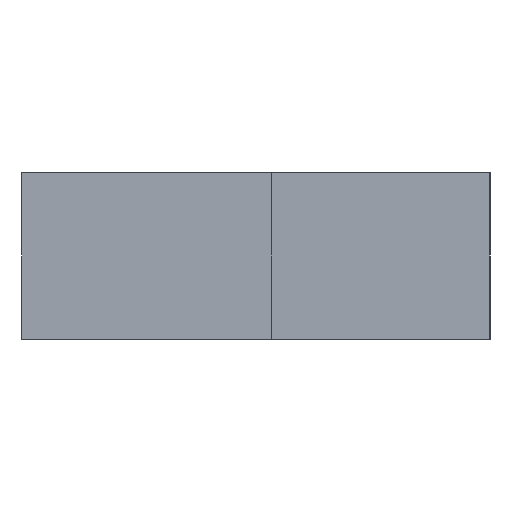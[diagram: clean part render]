
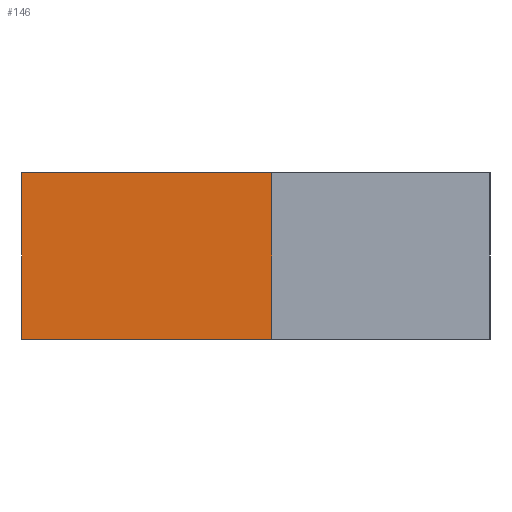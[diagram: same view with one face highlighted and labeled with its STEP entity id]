
A CAD part, left-side view. The second image highlights one B-rep face of the part: STEP entity #146.
In plain terms, the highlighted planar face has unit normal (-1, 0, 0).
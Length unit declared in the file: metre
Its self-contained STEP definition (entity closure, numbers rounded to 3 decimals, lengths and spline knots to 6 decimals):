
#20=FACE_OUTER_BOUND('',#28,.T.);
#28=EDGE_LOOP('',(#105,#106,#107,#108));
#38=LINE('',#227,#56);
#39=LINE('',#230,#57);
#40=LINE('',#232,#58);
#41=LINE('',#233,#59);
#56=VECTOR('',#186,0.01);
#57=VECTOR('',#189,0.01);
#58=VECTOR('',#190,0.01);
#59=VECTOR('',#191,0.01);
#72=VERTEX_POINT('',#221);
#74=VERTEX_POINT('',#225);
#75=VERTEX_POINT('',#229);
#76=VERTEX_POINT('',#231);
#86=EDGE_CURVE('',#74,#72,#38,.T.);
#87=EDGE_CURVE('',#72,#75,#39,.T.);
#88=EDGE_CURVE('',#76,#74,#40,.T.);
#89=EDGE_CURVE('',#75,#76,#41,.T.);
#105=ORIENTED_EDGE('',*,*,#87,.F.);
#106=ORIENTED_EDGE('',*,*,#86,.F.);
#107=ORIENTED_EDGE('',*,*,#88,.F.);
#108=ORIENTED_EDGE('',*,*,#89,.F.);
#138=PLANE('',#169);
#146=ADVANCED_FACE('',(#20),#138,.F.);
#169=AXIS2_PLACEMENT_3D('',#228,#187,#188);
#186=DIRECTION('',(0.,0.,-1.));
#187=DIRECTION('center_axis',(1.,0.,0.));
#188=DIRECTION('ref_axis',(0.,-1.,0.));
#189=DIRECTION('',(0.,1.,0.));
#190=DIRECTION('',(0.,-1.,0.));
#191=DIRECTION('',(0.,0.,1.));
#221=CARTESIAN_POINT('',(0.067549,0.,-0.00381));
#225=CARTESIAN_POINT('',(0.067549,0.,0.00381));
#227=CARTESIAN_POINT('',(0.067549,0.,0.00381));
#228=CARTESIAN_POINT('Origin',(0.067549,0.01143,0.00381));
#229=CARTESIAN_POINT('',(0.067549,0.01143,-0.00381));
#230=CARTESIAN_POINT('',(0.067549,0.008573,-0.00381));
#231=CARTESIAN_POINT('',(0.067549,0.01143,0.00381));
#232=CARTESIAN_POINT('',(0.067549,0.008573,0.00381));
#233=CARTESIAN_POINT('',(0.067549,0.01143,0.001905));
